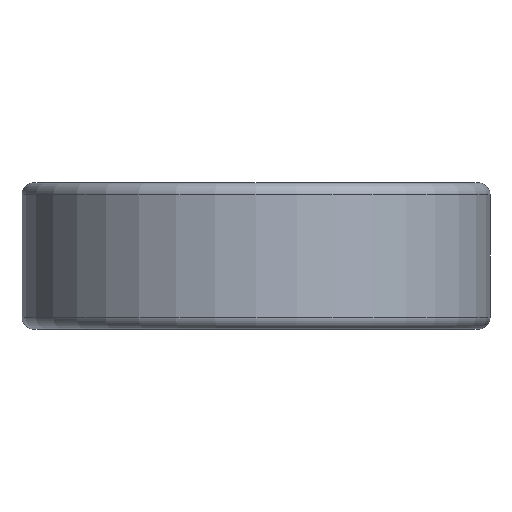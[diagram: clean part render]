
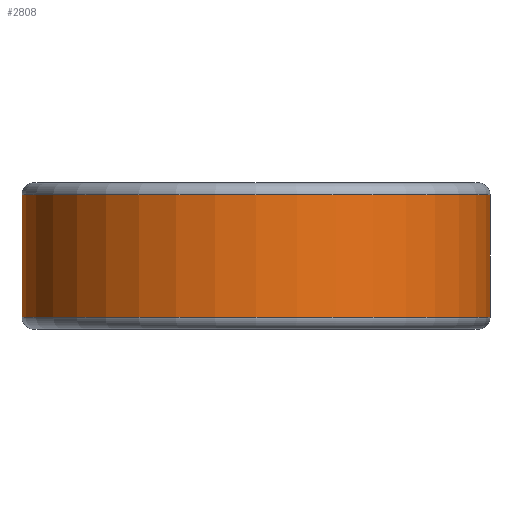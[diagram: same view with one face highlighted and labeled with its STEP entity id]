
A CAD part, front view. The second image highlights one B-rep face of the part: STEP entity #2808.
In plain terms, the highlighted cylindrical face has radius 40 mm (diameter 80 mm), a partial arc.
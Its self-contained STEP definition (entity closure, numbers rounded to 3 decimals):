
#3 = DIRECTION ( 'NONE',  ( -1., 0., 0. ) ) ;
#109 = DIRECTION ( 'NONE',  ( 0., 0., -1. ) ) ;
#394 = CARTESIAN_POINT ( 'NONE',  ( 0., 0., 23. ) ) ;
#617 = DIRECTION ( 'NONE',  ( 0., 0., -1. ) ) ;
#728 = ORIENTED_EDGE ( 'NONE', *, *, #3140, .T. ) ;
#904 = CARTESIAN_POINT ( 'NONE',  ( 0., 0., 2. ) ) ;
#947 = DIRECTION ( 'NONE',  ( 1., 0., 0. ) ) ;
#1207 = LINE ( 'NONE', #1579, #2207 ) ;
#1367 = AXIS2_PLACEMENT_3D ( 'NONE', #904, #3964, #947 ) ;
#1494 = DIRECTION ( 'NONE',  ( 0., 0., -1. ) ) ;
#1511 = CARTESIAN_POINT ( 'NONE',  ( 40., 0., 2. ) ) ;
#1554 = AXIS2_PLACEMENT_3D ( 'NONE', #394, #1494, #3 ) ;
#1577 = VERTEX_POINT ( 'NONE', #1511 ) ;
#1579 = CARTESIAN_POINT ( 'NONE',  ( 40., 0., -5.06 ) ) ;
#1760 = VERTEX_POINT ( 'NONE', #2699 ) ;
#1901 = EDGE_CURVE ( 'NONE', #2233, #4377, #4158, .T. ) ;
#1930 = AXIS2_PLACEMENT_3D ( 'NONE', #3379, #617, #1994 ) ;
#1936 = CIRCLE ( 'NONE', #1367, 40. ) ;
#1986 = CARTESIAN_POINT ( 'NONE',  ( -40., 0., 23. ) ) ;
#1994 = DIRECTION ( 'NONE',  ( -1., 0., 0. ) ) ;
#2091 = CARTESIAN_POINT ( 'NONE',  ( -40., 0., -5.06 ) ) ;
#2105 = ORIENTED_EDGE ( 'NONE', *, *, #2947, .F. ) ;
#2207 = VECTOR ( 'NONE', #3646, 1000. ) ;
#2233 = VERTEX_POINT ( 'NONE', #1986 ) ;
#2396 = CYLINDRICAL_SURFACE ( 'NONE', #1930, 40. ) ;
#2699 = CARTESIAN_POINT ( 'NONE',  ( 40., 0., 23. ) ) ;
#2808 = ADVANCED_FACE ( 'NONE', ( #3018 ), #2396, .T. ) ;
#2947 = EDGE_CURVE ( 'NONE', #1760, #1577, #1207, .T. ) ;
#3018 = FACE_OUTER_BOUND ( 'NONE', #3348, .T. ) ;
#3140 = EDGE_CURVE ( 'NONE', #1760, #2233, #3496, .T. ) ;
#3168 = ORIENTED_EDGE ( 'NONE', *, *, #1901, .T. ) ;
#3348 = EDGE_LOOP ( 'NONE', ( #2105, #728, #3168, #4154 ) ) ;
#3379 = CARTESIAN_POINT ( 'NONE',  ( 0., 0., -5.06 ) ) ;
#3496 = CIRCLE ( 'NONE', #1554, 40. ) ;
#3646 = DIRECTION ( 'NONE',  ( 0., 0., -1. ) ) ;
#3869 = EDGE_CURVE ( 'NONE', #4377, #1577, #1936, .T. ) ;
#3964 = DIRECTION ( 'NONE',  ( 0., 0., 1. ) ) ;
#4111 = CARTESIAN_POINT ( 'NONE',  ( -40., 0., 2. ) ) ;
#4154 = ORIENTED_EDGE ( 'NONE', *, *, #3869, .T. ) ;
#4158 = LINE ( 'NONE', #2091, #4215 ) ;
#4215 = VECTOR ( 'NONE', #109, 1000. ) ;
#4377 = VERTEX_POINT ( 'NONE', #4111 ) ;
